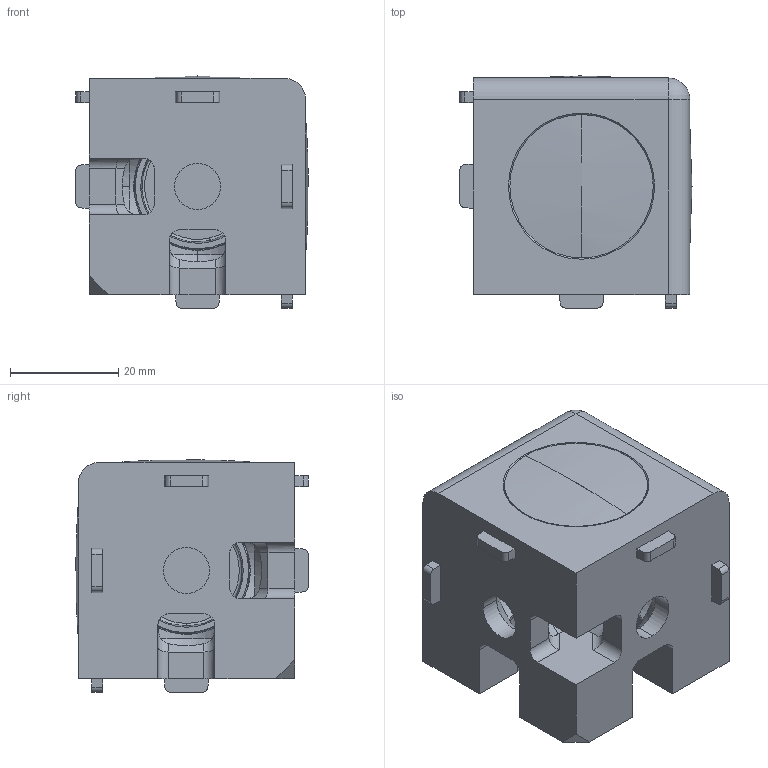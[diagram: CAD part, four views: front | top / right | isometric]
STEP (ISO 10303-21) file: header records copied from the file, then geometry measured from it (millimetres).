
FILE_DESCRIPTION (( 'STEP AP203' ), '1' );
FILE_NAME ('148959.step', '2021-06-08T10:40:37', ( '' ), ( '' ), 'SwSTEP 2.0', 'SolidWorks 2021', '' );
FILE_SCHEMA (( 'CONFIG_CONTROL_DESIGN' ));
Length unit declared in the file: millimetre
Products named in the file (1): 148959
Bounding box: 42.95 x 42.93 x 42.95 mm (x, y, z)
Volume: 37790.8 mm3; surface area: 18065.5 mm2
Topology: 4 solids, 4 shells, 259 faces, 692 edges, 433 vertices
Faces by surface type: cone 73, cylinder 69, plane 61, torus 48, sphere 8
Entity records: 10106 total; most frequent: CARTESIAN_POINT 3756, ORIENTED_EDGE 1364, DIRECTION 1288, EDGE_CURVE 682, AXIS2_PLACEMENT_3D 525, VERTEX_POINT 430, EDGE_LOOP 274, CIRCLE 265
